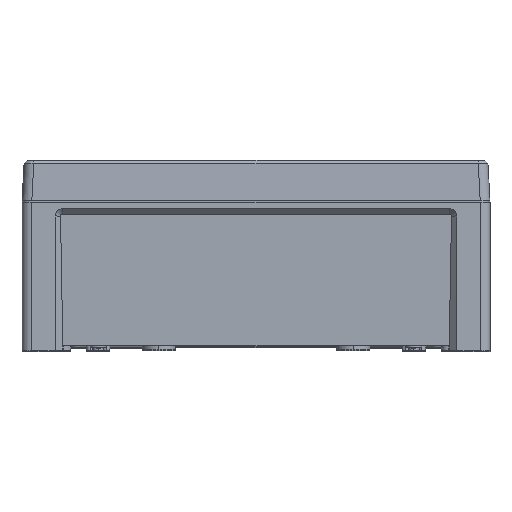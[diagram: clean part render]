
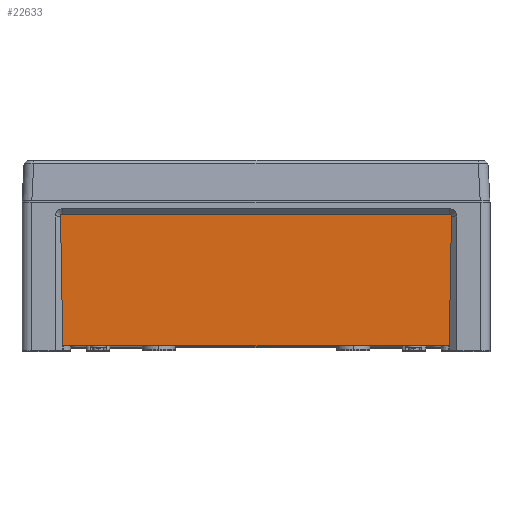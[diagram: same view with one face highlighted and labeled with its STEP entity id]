
A CAD part, top view. The second image highlights one B-rep face of the part: STEP entity #22633.
In plain terms, the highlighted planar face has unit normal (0, -0.018, 1).
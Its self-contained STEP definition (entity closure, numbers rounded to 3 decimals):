
#211 = VECTOR ( 'NONE', #5377, 1000. ) ;
#3650 = CARTESIAN_POINT ( 'NONE',  ( 120.717, -7.614, 168.667 ) ) ;
#4555 = VERTEX_POINT ( 'NONE', #34439 ) ;
#5377 = DIRECTION ( 'NONE',  ( 0.017, -1., -0.017 ) ) ;
#6099 = CARTESIAN_POINT ( 'NONE',  ( -119.55, -7.124, 168.676 ) ) ;
#6267 =( BOUNDED_CURVE ( )  B_SPLINE_CURVE ( 3, ( #25228, #31565, #31387, #6099 ),
 .UNSPECIFIED., .F., .F. ) 
 B_SPLINE_CURVE_WITH_KNOTS ( ( 4, 4 ),
 ( 4.695, 6.283 ),
 .UNSPECIFIED. ) 
 CURVE ( )  GEOMETRIC_REPRESENTATION_ITEM ( )  RATIONAL_B_SPLINE_CURVE ( ( 1., 0.801, 0.801, 1. ) ) 
 REPRESENTATION_ITEM ( '' )  );
#6596 = DIRECTION ( 'NONE',  ( 0., -0.017, 1. ) ) ;
#6666 = ORIENTED_EDGE ( 'NONE', *, *, #34408, .F. ) ;
#6799 = DIRECTION ( 'NONE',  ( 0., -1., -0.017 ) ) ;
#6843 = DIRECTION ( 'NONE',  ( 1., 0., 0. ) ) ;
#7668 = CARTESIAN_POINT ( 'NONE',  ( 119.55, -7.124, 168.676 ) ) ;
#7692 = DIRECTION ( 'NONE',  ( -0.017, -1., -0.017 ) ) ;
#8304 = LINE ( 'NONE', #8500, #19274 ) ;
#8372 = CARTESIAN_POINT ( 'NONE',  ( 120.705, -8.3, 168.655 ) ) ;
#8500 = CARTESIAN_POINT ( 'NONE',  ( -119.55, -7.124, 168.676 ) ) ;
#8940 = AXIS2_PLACEMENT_3D ( 'NONE', #26829, #6596, #6799 ) ;
#9424 = ORIENTED_EDGE ( 'NONE', *, *, #36231, .T. ) ;
#9701 = ORIENTED_EDGE ( 'NONE', *, *, #23985, .F. ) ;
#10012 = VERTEX_POINT ( 'NONE', #24103 ) ;
#11295 = VECTOR ( 'NONE', #6843, 1000. ) ;
#14770 = LINE ( 'NONE', #17391, #211 ) ;
#16562 =( BOUNDED_CURVE ( )  B_SPLINE_CURVE ( 3, ( #34016, #25776, #3650, #18280 ),
 .UNSPECIFIED., .F., .F. ) 
 B_SPLINE_CURVE_WITH_KNOTS ( ( 4, 4 ),
 ( 0., 1.588 ),
 .UNSPECIFIED. ) 
 CURVE ( )  GEOMETRIC_REPRESENTATION_ITEM ( )  RATIONAL_B_SPLINE_CURVE ( ( 1., 0.801, 0.801, 1. ) ) 
 REPRESENTATION_ITEM ( '' )  );
#17391 = CARTESIAN_POINT ( 'NONE',  ( -120.707, -8.183, 168.657 ) ) ;
#17500 = VERTEX_POINT ( 'NONE', #7668 ) ;
#18280 = CARTESIAN_POINT ( 'NONE',  ( 120.705, -8.3, 168.655 ) ) ;
#18786 = LINE ( 'NONE', #19138, #22185 ) ;
#19138 = CARTESIAN_POINT ( 'NONE',  ( 120.707, -8.183, 168.657 ) ) ;
#19274 = VECTOR ( 'NONE', #31522, 1000. ) ;
#20604 = CARTESIAN_POINT ( 'NONE',  ( -119.307, -88.4, 167.257 ) ) ;
#22185 = VECTOR ( 'NONE', #7692, 1000. ) ;
#22242 = EDGE_CURVE ( 'NONE', #24743, #4555, #29304, .T. ) ;
#22633 = ADVANCED_FACE ( 'NONE', ( #24042 ), #32258, .T. ) ;
#23859 = EDGE_CURVE ( 'NONE', #28242, #10012, #6267, .T. ) ;
#23985 = EDGE_CURVE ( 'NONE', #17500, #32548, #16562, .T. ) ;
#24042 = FACE_OUTER_BOUND ( 'NONE', #24892, .T. ) ;
#24103 = CARTESIAN_POINT ( 'NONE',  ( -119.55, -7.124, 168.676 ) ) ;
#24277 = EDGE_CURVE ( 'NONE', #10012, #17500, #8304, .T. ) ;
#24743 = VERTEX_POINT ( 'NONE', #20604 ) ;
#24892 = EDGE_LOOP ( 'NONE', ( #32495, #6666, #9701, #25784, #34527, #9424 ) ) ;
#25228 = CARTESIAN_POINT ( 'NONE',  ( -120.705, -8.3, 168.655 ) ) ;
#25776 = CARTESIAN_POINT ( 'NONE',  ( 120.236, -7.124, 168.676 ) ) ;
#25784 = ORIENTED_EDGE ( 'NONE', *, *, #24277, .F. ) ;
#26044 = CARTESIAN_POINT ( 'NONE',  ( -120.705, -8.3, 168.655 ) ) ;
#26829 = CARTESIAN_POINT ( 'NONE',  ( -144.5, 0., 168.8 ) ) ;
#28242 = VERTEX_POINT ( 'NONE', #26044 ) ;
#29304 = LINE ( 'NONE', #30056, #11295 ) ;
#30056 = CARTESIAN_POINT ( 'NONE',  ( -144.5, -88.4, 167.257 ) ) ;
#31387 = CARTESIAN_POINT ( 'NONE',  ( -120.236, -7.124, 168.676 ) ) ;
#31522 = DIRECTION ( 'NONE',  ( 1., 0., 0. ) ) ;
#31565 = CARTESIAN_POINT ( 'NONE',  ( -120.717, -7.614, 168.667 ) ) ;
#32258 = PLANE ( 'NONE',  #8940 ) ;
#32495 = ORIENTED_EDGE ( 'NONE', *, *, #22242, .T. ) ;
#32548 = VERTEX_POINT ( 'NONE', #8372 ) ;
#34016 = CARTESIAN_POINT ( 'NONE',  ( 119.55, -7.124, 168.676 ) ) ;
#34408 = EDGE_CURVE ( 'NONE', #32548, #4555, #18786, .T. ) ;
#34439 = CARTESIAN_POINT ( 'NONE',  ( 119.307, -88.4, 167.257 ) ) ;
#34527 = ORIENTED_EDGE ( 'NONE', *, *, #23859, .F. ) ;
#36231 = EDGE_CURVE ( 'NONE', #28242, #24743, #14770, .T. ) ;
